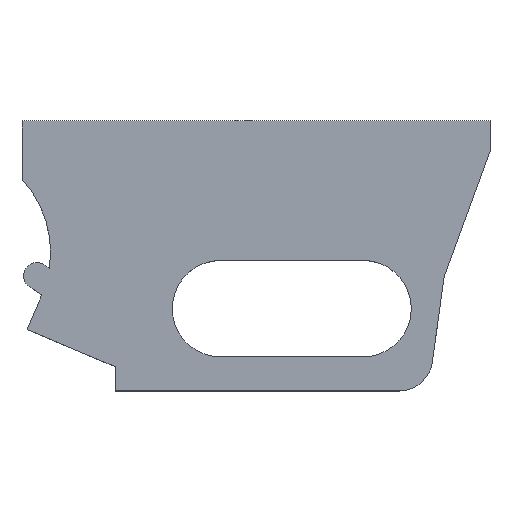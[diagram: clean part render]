
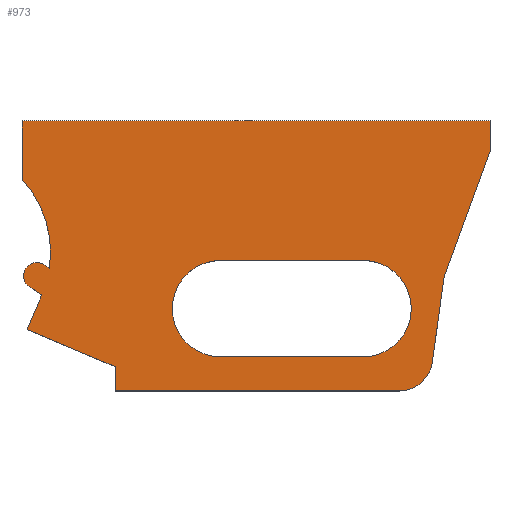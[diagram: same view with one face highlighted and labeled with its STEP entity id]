
A CAD part, top view. The second image highlights one B-rep face of the part: STEP entity #973.
In plain terms, the highlighted planar face has unit normal (0, 0, 1).
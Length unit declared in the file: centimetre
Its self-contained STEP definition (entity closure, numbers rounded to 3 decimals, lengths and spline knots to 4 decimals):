
#24=FACE_BOUND('',#170,.T.);
#62=PLANE('',#1058);
#111=FACE_OUTER_BOUND('',#169,.T.);
#169=EDGE_LOOP('',(#896,#897,#898,#899,#900,#901,#902,#903,#904,#905,#906,
#907,#908,#909));
#170=EDGE_LOOP('',(#910,#911,#912,#913));
#223=LINE('',#1449,#336);
#258=LINE('',#1532,#371);
#262=LINE('',#1541,#375);
#264=LINE('',#1548,#377);
#266=LINE('',#1552,#379);
#269=LINE('',#1560,#382);
#272=LINE('',#1568,#385);
#274=LINE('',#1572,#387);
#276=LINE('',#1576,#389);
#278=LINE('',#1580,#391);
#280=LINE('',#1583,#393);
#281=LINE('',#1586,#394);
#283=LINE('',#1589,#396);
#336=VECTOR('',#1161,1.);
#371=VECTOR('',#1250,1.);
#375=VECTOR('',#1260,1.);
#377=VECTOR('',#1268,1.);
#379=VECTOR('',#1272,1.);
#382=VECTOR('',#1281,1.);
#385=VECTOR('',#1290,1.);
#387=VECTOR('',#1294,1.);
#389=VECTOR('',#1298,1.);
#391=VECTOR('',#1302,1.);
#393=VECTOR('',#1306,1.);
#394=VECTOR('',#1309,1.);
#396=VECTOR('',#1313,1.);
#414=CIRCLE('',#1037,0.75);
#415=CIRCLE('',#1040,1.0811);
#416=CIRCLE('',#1043,1.0811);
#417=CIRCLE('',#1047,0.3);
#418=CIRCLE('',#1050,2.408);
#473=VERTEX_POINT('',#1446);
#474=VERTEX_POINT('',#1448);
#493=VERTEX_POINT('',#1525);
#494=VERTEX_POINT('',#1526);
#495=VERTEX_POINT('',#1531);
#496=VERTEX_POINT('',#1535);
#497=VERTEX_POINT('',#1539);
#498=VERTEX_POINT('',#1545);
#499=VERTEX_POINT('',#1547);
#500=VERTEX_POINT('',#1551);
#501=VERTEX_POINT('',#1555);
#502=VERTEX_POINT('',#1559);
#503=VERTEX_POINT('',#1563);
#504=VERTEX_POINT('',#1567);
#505=VERTEX_POINT('',#1571);
#506=VERTEX_POINT('',#1575);
#507=VERTEX_POINT('',#1579);
#508=VERTEX_POINT('',#1585);
#573=EDGE_CURVE('',#474,#473,#223,.T.);
#611=EDGE_CURVE('',#493,#494,#414,.T.);
#614=EDGE_CURVE('',#495,#494,#258,.T.);
#616=EDGE_CURVE('',#496,#474,#415,.T.);
#619=EDGE_CURVE('',#497,#496,#262,.T.);
#620=EDGE_CURVE('',#473,#497,#416,.T.);
#622=EDGE_CURVE('',#499,#498,#264,.T.);
#624=EDGE_CURVE('',#500,#499,#266,.T.);
#626=EDGE_CURVE('',#501,#500,#417,.T.);
#628=EDGE_CURVE('',#502,#501,#269,.T.);
#630=EDGE_CURVE('',#503,#502,#418,.T.);
#632=EDGE_CURVE('',#504,#503,#272,.T.);
#634=EDGE_CURVE('',#505,#504,#274,.T.);
#636=EDGE_CURVE('',#506,#505,#276,.T.);
#638=EDGE_CURVE('',#507,#506,#278,.T.);
#640=EDGE_CURVE('',#493,#507,#280,.T.);
#641=EDGE_CURVE('',#508,#495,#281,.T.);
#643=EDGE_CURVE('',#498,#508,#283,.T.);
#896=ORIENTED_EDGE('',*,*,#611,.F.);
#897=ORIENTED_EDGE('',*,*,#640,.T.);
#898=ORIENTED_EDGE('',*,*,#638,.T.);
#899=ORIENTED_EDGE('',*,*,#636,.T.);
#900=ORIENTED_EDGE('',*,*,#634,.T.);
#901=ORIENTED_EDGE('',*,*,#632,.T.);
#902=ORIENTED_EDGE('',*,*,#630,.T.);
#903=ORIENTED_EDGE('',*,*,#628,.T.);
#904=ORIENTED_EDGE('',*,*,#626,.T.);
#905=ORIENTED_EDGE('',*,*,#624,.T.);
#906=ORIENTED_EDGE('',*,*,#622,.T.);
#907=ORIENTED_EDGE('',*,*,#643,.T.);
#908=ORIENTED_EDGE('',*,*,#641,.T.);
#909=ORIENTED_EDGE('',*,*,#614,.T.);
#910=ORIENTED_EDGE('',*,*,#620,.T.);
#911=ORIENTED_EDGE('',*,*,#619,.T.);
#912=ORIENTED_EDGE('',*,*,#616,.T.);
#913=ORIENTED_EDGE('',*,*,#573,.T.);
#973=ADVANCED_FACE('',(#111,#24),#62,.T.);
#1037=AXIS2_PLACEMENT_3D('',#1527,#1244,#1245);
#1040=AXIS2_PLACEMENT_3D('',#1536,#1254,#1255);
#1043=AXIS2_PLACEMENT_3D('',#1543,#1263,#1264);
#1047=AXIS2_PLACEMENT_3D('',#1556,#1276,#1277);
#1050=AXIS2_PLACEMENT_3D('',#1564,#1285,#1286);
#1058=AXIS2_PLACEMENT_3D('',#1590,#1314,#1315);
#1161=DIRECTION('',(1.,0.,0.));
#1244=DIRECTION('center_axis',(0.,0.,-1.));
#1245=DIRECTION('ref_axis',(0.656,-0.754,0.));
#1250=DIRECTION('',(1.,0.,0.));
#1254=DIRECTION('center_axis',(0.,0.,-1.));
#1255=DIRECTION('ref_axis',(0.,1.,0.));
#1260=DIRECTION('',(-1.,0.,0.));
#1263=DIRECTION('center_axis',(0.,0.,-1.));
#1264=DIRECTION('ref_axis',(0.,-1.,0.));
#1268=DIRECTION('',(-0.388,-0.922,0.));
#1272=DIRECTION('',(0.835,-0.55,0.));
#1276=DIRECTION('center_axis',(0.,0.,1.));
#1277=DIRECTION('ref_axis',(0.64,0.768,0.));
#1281=DIRECTION('',(-0.835,0.55,0.));
#1285=DIRECTION('center_axis',(0.,0.,-1.));
#1286=DIRECTION('ref_axis',(0.922,-0.388,0.));
#1290=DIRECTION('',(0.,-1.,0.));
#1294=DIRECTION('',(-1.,0.,0.));
#1298=DIRECTION('',(0.,1.,0.));
#1302=DIRECTION('',(0.344,0.939,0.));
#1306=DIRECTION('',(0.138,0.99,0.));
#1309=DIRECTION('',(0.,-1.,0.));
#1313=DIRECTION('',(0.922,-0.388,0.));
#1314=DIRECTION('center_axis',(0.,0.,1.));
#1315=DIRECTION('ref_axis',(1.,0.,0.));
#1446=CARTESIAN_POINT('',(9.8704,11.1623,0.635));
#1448=CARTESIAN_POINT('',(6.6727,11.1623,0.635));
#1449=CARTESIAN_POINT('',(6.6727,11.1623,0.635));
#1525=CARTESIAN_POINT('',(11.4209,8.8825,0.635));
#1526=CARTESIAN_POINT('',(10.6781,8.2362,0.635));
#1527=CARTESIAN_POINT('Origin',(10.6781,8.9862,0.635));
#1531=CARTESIAN_POINT('',(4.3088,8.2362,0.635));
#1532=CARTESIAN_POINT('',(11.3307,8.2362,0.635));
#1535=CARTESIAN_POINT('',(6.6727,9.,0.635));
#1536=CARTESIAN_POINT('Origin',(6.6727,10.0811,0.635));
#1539=CARTESIAN_POINT('',(9.8704,9.,0.635));
#1541=CARTESIAN_POINT('',(9.8704,9.,0.635));
#1543=CARTESIAN_POINT('Origin',(9.8704,10.0811,0.635));
#1545=CARTESIAN_POINT('',(2.3368,9.6118,0.635));
#1547=CARTESIAN_POINT('',(2.6644,10.3894,0.635));
#1548=CARTESIAN_POINT('',(2.3368,9.6118,0.635));
#1551=CARTESIAN_POINT('',(2.4221,10.5491,0.635));
#1552=CARTESIAN_POINT('',(2.4221,10.5491,0.635));
#1555=CARTESIAN_POINT('',(2.7502,11.0469,0.635));
#1556=CARTESIAN_POINT('Origin',(2.5581,10.8165,0.635));
#1559=CARTESIAN_POINT('',(2.8361,10.9903,0.635));
#1560=CARTESIAN_POINT('',(3.1463,10.7859,0.635));
#1563=CARTESIAN_POINT('',(2.2219,12.9822,0.635));
#1564=CARTESIAN_POINT('Origin',(0.4546,11.3465,0.635));
#1567=CARTESIAN_POINT('',(2.2219,14.2892,0.635));
#1568=CARTESIAN_POINT('',(2.2219,14.2892,0.635));
#1571=CARTESIAN_POINT('',(12.715,14.2892,0.635));
#1572=CARTESIAN_POINT('',(2.2219,14.2892,0.635));
#1575=CARTESIAN_POINT('',(12.715,13.6049,0.635));
#1576=CARTESIAN_POINT('',(12.715,14.2892,0.635));
#1579=CARTESIAN_POINT('',(11.6885,10.7991,0.635));
#1580=CARTESIAN_POINT('',(12.715,13.6049,0.635));
#1583=CARTESIAN_POINT('',(11.6885,10.7991,0.635));
#1585=CARTESIAN_POINT('',(4.3088,8.781,0.635));
#1586=CARTESIAN_POINT('',(4.3088,8.2362,0.635));
#1589=CARTESIAN_POINT('',(4.3088,8.781,0.635));
#1590=CARTESIAN_POINT('Origin',(12.7697,10.4287,0.635));
